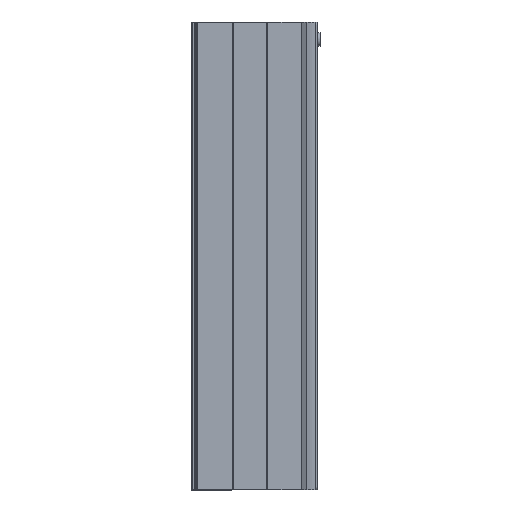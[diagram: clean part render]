
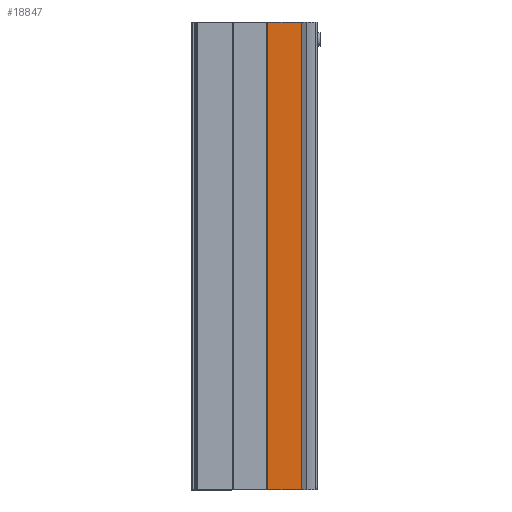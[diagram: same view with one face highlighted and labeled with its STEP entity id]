
A CAD part, front view. The second image highlights one B-rep face of the part: STEP entity #18847.
In plain terms, the highlighted planar face has unit normal (0, -1, 0).
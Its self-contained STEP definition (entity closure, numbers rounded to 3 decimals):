
#2832=ORIENTED_EDGE('',*,*,#7299,.T.);
#2833=ORIENTED_EDGE('',*,*,#7300,.F.);
#2834=ORIENTED_EDGE('',*,*,#7301,.F.);
#2835=ORIENTED_EDGE('',*,*,#7297,.T.);
#7297=EDGE_CURVE('',#9526,#9525,#11355,.T.);
#7299=EDGE_CURVE('',#9525,#9527,#11357,.T.);
#7300=EDGE_CURVE('',#9528,#9527,#11358,.T.);
#7301=EDGE_CURVE('',#9526,#9528,#11359,.T.);
#9525=VERTEX_POINT('',#30654);
#9526=VERTEX_POINT('',#30656);
#9527=VERTEX_POINT('',#30660);
#9528=VERTEX_POINT('',#30662);
#11355=LINE('',#30655,#12062);
#11357=LINE('',#30659,#12064);
#11358=LINE('',#30661,#12065);
#11359=LINE('',#30663,#12066);
#12062=VECTOR('',#23951,1000.);
#12064=VECTOR('',#23955,1000.);
#12065=VECTOR('',#23956,1000.);
#12066=VECTOR('',#23957,1000.);
#12735=EDGE_LOOP('',(#2832,#2833,#2834,#2835));
#15546=FACE_BOUND('',#12735,.T.);
#18310=PLANE('',#20742);
#18847=ADVANCED_FACE('',(#15546),#18310,.F.);
#20742=AXIS2_PLACEMENT_3D('',#30658,#23953,#23954);
#23951=DIRECTION('',(0.,0.,-1.));
#23953=DIRECTION('',(0.,1.,0.));
#23954=DIRECTION('',(0.,0.,1.));
#23955=DIRECTION('',(1.,0.,0.));
#23956=DIRECTION('',(0.,0.,-1.));
#23957=DIRECTION('',(1.,0.,0.));
#30654=CARTESIAN_POINT('',(15.,-33.8,0.));
#30655=CARTESIAN_POINT('',(15.,-33.8,490.));
#30656=CARTESIAN_POINT('',(15.,-33.8,490.));
#30658=CARTESIAN_POINT('',(15.,-33.8,490.));
#30659=CARTESIAN_POINT('',(15.,-33.8,0.));
#30660=CARTESIAN_POINT('',(50.5,-33.8,0.));
#30661=CARTESIAN_POINT('',(50.5,-33.8,490.));
#30662=CARTESIAN_POINT('',(50.5,-33.8,490.));
#30663=CARTESIAN_POINT('',(15.,-33.8,490.));
